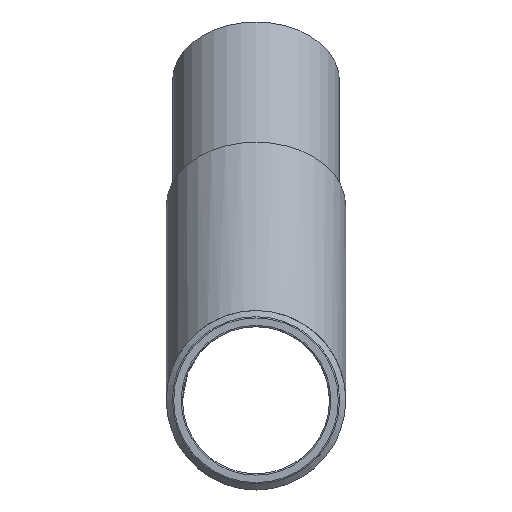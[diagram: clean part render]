
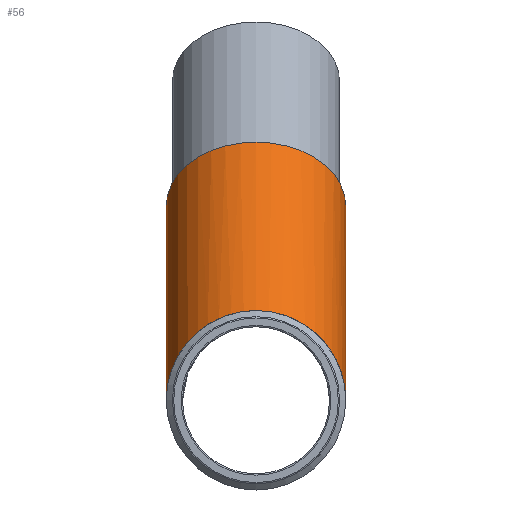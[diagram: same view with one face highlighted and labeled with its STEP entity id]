
A CAD part, left-side view. The second image highlights one B-rep face of the part: STEP entity #56.
In plain terms, the highlighted cylindrical face has radius 33.798 mm (diameter 67.597 mm), a full revolution.
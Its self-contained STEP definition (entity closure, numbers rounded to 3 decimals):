
#56 = ADVANCED_FACE( '', ( #124, #125 ), #126, .T. );
#124 = FACE_OUTER_BOUND( '', #205, .T. );
#125 = FACE_OUTER_BOUND( '', #206, .T. );
#126 = CYLINDRICAL_SURFACE( '', #207, 33.798 );
#205 = EDGE_LOOP( '', ( #295 ) );
#206 = EDGE_LOOP( '', ( #296, #297 ) );
#207 = AXIS2_PLACEMENT_3D( '', #298, #299, #300 );
#295 = ORIENTED_EDGE( '', *, *, #385, .F. );
#296 = ORIENTED_EDGE( '', *, *, #386, .T. );
#297 = ORIENTED_EDGE( '', *, *, #387, .T. );
#298 = CARTESIAN_POINT( '', ( 213.208, 0., 120.208 ) );
#299 = DIRECTION( '', ( -0.707, 0., -0.707 ) );
#300 = DIRECTION( '', ( 0.707, 0., -0.707 ) );
#385 = EDGE_CURVE( '', #437, #437, #438, .T. );
#386 = EDGE_CURVE( '', #439, #440, #441, .F. );
#387 = EDGE_CURVE( '', #440, #439, #442, .T. );
#437 = VERTEX_POINT( '', #497 );
#438 = CIRCLE( '', #498, 33.798 );
#439 = VERTEX_POINT( '', #499 );
#440 = VERTEX_POINT( '', #500 );
#441 = ELLIPSE( '', #501, 88.319, 33.798 );
#442 = ELLIPSE( '', #502, 36.583, 33.798 );
#497 = CARTESIAN_POINT( '', ( 190.227, 0., 49.429 ) );
#498 = AXIS2_PLACEMENT_3D( '', #562, #563, #564 );
#499 = CARTESIAN_POINT( '', ( 93., -33.798, 0. ) );
#500 = CARTESIAN_POINT( '', ( 93., 33.798, 0. ) );
#501 = AXIS2_PLACEMENT_3D( '', #565, #566, #567 );
#502 = AXIS2_PLACEMENT_3D( '', #568, #569, #570 );
#562 = CARTESIAN_POINT( '', ( 166.328, 0., 73.328 ) );
#563 = DIRECTION( '', ( 0.707, 0., 0.707 ) );
#564 = DIRECTION( '', ( 0.707, 0., -0.707 ) );
#565 = CARTESIAN_POINT( '', ( 93., 0., 0. ) );
#566 = DIRECTION( '', ( 0.383, 0., -0.924 ) );
#567 = DIRECTION( '', ( 0.924, 0., 0.383 ) );
#568 = CARTESIAN_POINT( '', ( 93., 0., 0. ) );
#569 = DIRECTION( '', ( 0.924, 0., 0.383 ) );
#570 = DIRECTION( '', ( 0.383, 0., -0.924 ) );
